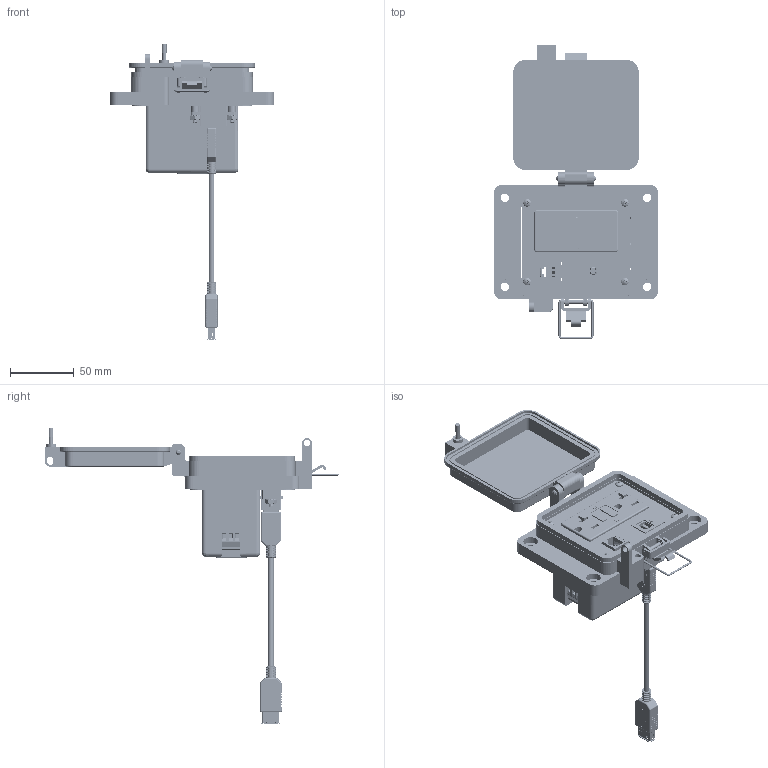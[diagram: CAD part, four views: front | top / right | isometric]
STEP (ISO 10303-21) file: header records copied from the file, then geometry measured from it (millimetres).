
FILE_DESCRIPTION (( 'STEP AP203' ), '1' );
FILE_NAME ('P-P18R2-K3RF0_3D.STEP', '2018-10-22T16:23:58', ( '' ), ( '' ), 'SwSTEP 2.0', 'SolidWorks 2018', '' );
FILE_SCHEMA (( 'CONFIG_CONTROL_DESIGN' ));
Length unit declared in the file: millimetre
Products named in the file (20): 632FH_1-1_4-IN; P11; Z-002-632516HN_90675A007; Z-H-K3_B; P-P18R2-K3RF0_FP060_1; P-P18R2-K3RF0_BP180_1; -K3; Z-300-RJ45CAT5; P-P18R2-K3RF0_TP060_1; 92005A124_METRIC PAN HEAD PHILLIPS MACHINE SCREW_92005A124; R2; Z-000-4243316TFP; P-P18R2-K3RF0_3D; Z-200-OTLT-RIOF_RF; Z-300-USB-AB-FF; Z-200-OTLT-GFIH-1_sheared; Q51; RF; Z-001-SPR_3_4; Z-020-3047
Assembly tree (26 placements, depth 3):
  P-P18R2-K3RF0_3D
    P-P18R2-K3RF0_BP180_1
    P-P18R2-K3RF0_TP060_1
    Z-000-4243316TFP  x2
    Q51
      Z-300-USB-AB-FF
    Z-001-SPR_3_4  x2
    632FH_1-1_4-IN  x2
    Z-002-632516HN_90675A007  x2
    P-P18R2-K3RF0_FP060_1
    R2
      Z-300-RJ45CAT5
    RF
      Z-200-OTLT-RIOF_RF
      Z-200-OTLT-GFIH-1_sheared
    P11
      Z-020-3047
    -K3
      Z-H-K3_B
    92005A124_METRIC PAN HEAD PHILLIPS MACHINE SCREW_92005A124  x4
Bounding box: 129 x 231.28 x 233.21 mm (x, y, z)
Volume: 303112.8 mm3; surface area: 186629.7 mm2
Topology: 54 solids, 54 shells, 4771 faces, 13289 edges, 8730 vertices
Faces by surface type: plane 2393, cylinder 1827, bspline 318, cone 159, torus 46, sphere 28
Entity records: 141651 total; most frequent: CARTESIAN_POINT 41777, ORIENTED_EDGE 21422, DIRECTION 18922, EDGE_CURVE 10711, VECTOR 7062, LINE 7062, VERTEX_POINT 7047, AXIS2_PLACEMENT_3D 5930
